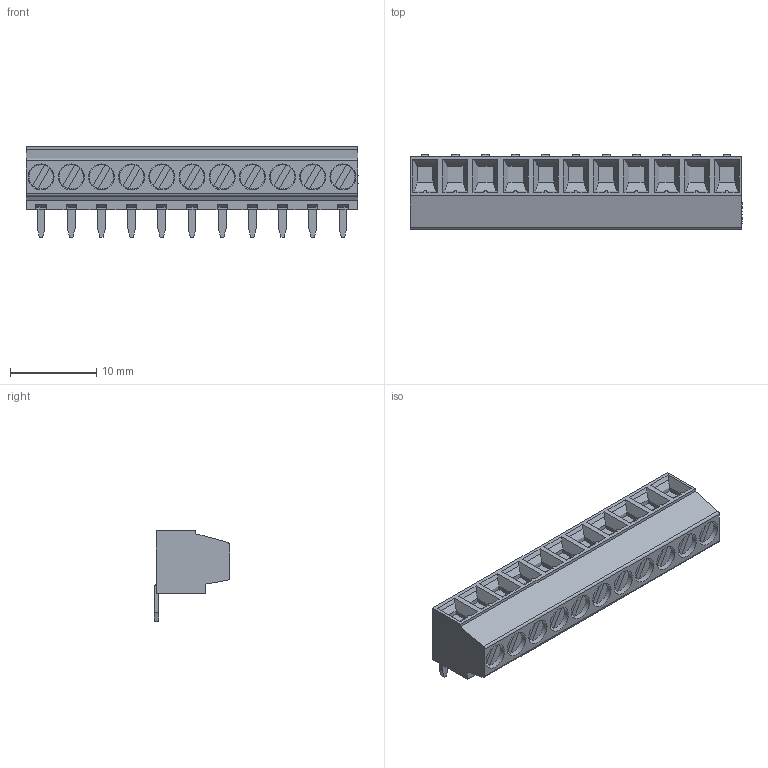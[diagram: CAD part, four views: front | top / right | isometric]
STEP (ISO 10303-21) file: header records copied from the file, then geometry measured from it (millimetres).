
FILE_DESCRIPTION(('STEP AP214'),'1');
FILE_NAME('MV1311-3,5-H-L.stp','2021-03-15T15:27:21',(' '),(' '),'Spatial InterOp 3D',' ',' ');
FILE_SCHEMA(('automotive_design'));
Length unit declared in the file: metre
Products named in the file (1): 1
Bounding box: 38.5 x 8.7 x 10.5 mm (x, y, z)
Volume: 1913.9 mm3; surface area: 1947.1 mm2
Topology: 1 solids, 1 shells, 531 faces, 1413 edges, 931 vertices
Faces by surface type: plane 436, cylinder 72, torus 11, cone 11, extrusion 1
Full cylindrical faces by diameter (mm): 2 x11, 2.1 x11, 2.8 x11, 3 x11
Entity records: 19975 total; most frequent: CARTESIAN_POINT 2830, ORIENTED_EDGE 2628, DIRECTION 2555, EDGE_CURVE 1314, VECTOR 1081, LINE 1080, VERTEX_POINT 898, AXIS2_PLACEMENT_3D 737
